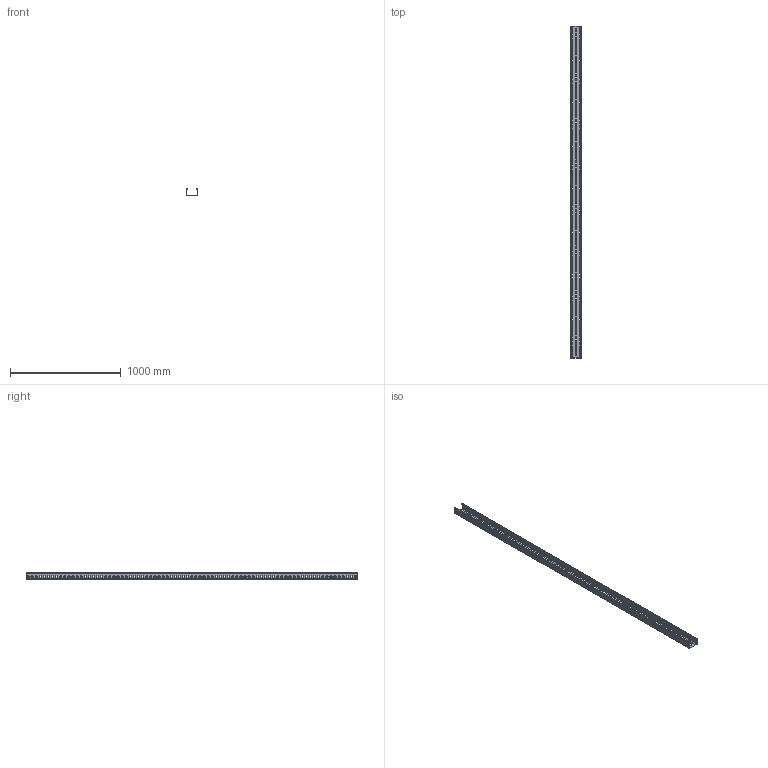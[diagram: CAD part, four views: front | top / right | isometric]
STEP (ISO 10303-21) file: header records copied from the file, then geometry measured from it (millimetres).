
FILE_DESCRIPTION(/* description */ (''),/* implementation_level */ '2;1');
FILE_NAME(/* name */ 'KCP_KCOP100H60_3.stp',/* time_stamp */ '2020-03-24T11:55:08+01:00',/* author */ ('stanislaw.luczak'),/* organization */ (''),/* preprocessor_version */ 'ST-DEVELOPER v18',/* originating_system */ 'Autodesk Inventor 2020',/* authorisation */ '');
FILE_SCHEMA (('AUTOMOTIVE_DESIGN { 1 0 10303 214 3 1 1 }'));
Products named in the file (1): KCP_KCOP100H60_3
Bounding box: 100.41 x 3000 x 59.97 mm (x, y, z)
Volume: 919816.8 mm3; surface area: 1285137.3 mm2
Topology: 1 solids, 1 shells, 2438 faces, 7292 edges, 4856 vertices
Faces by surface type: plane 1226, cylinder 1212
Entity records: 84997 total; most frequent: DIRECTION 14594, CARTESIAN_POINT 14587, ORIENTED_EDGE 14584, EDGE_CURVE 7292, LINE 4868, VECTOR 4868, AXIS2_PLACEMENT_3D 4863, VERTEX_POINT 4856
